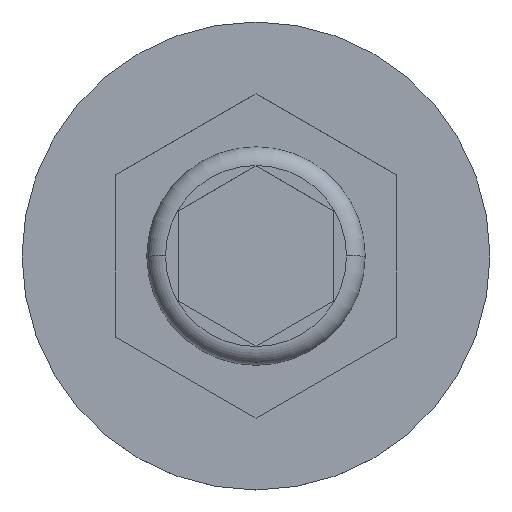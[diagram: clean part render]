
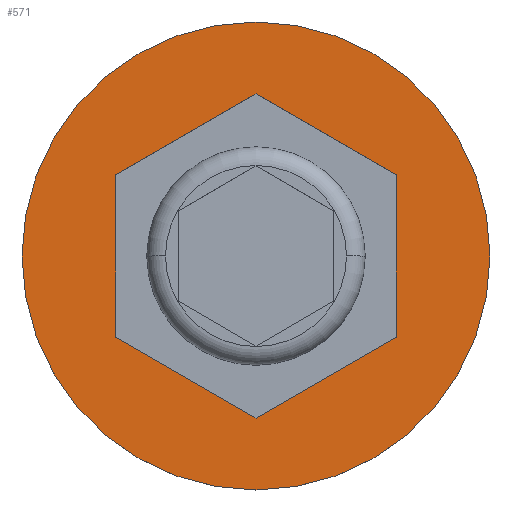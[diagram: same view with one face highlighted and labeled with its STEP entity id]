
A CAD part, top view. The second image highlights one B-rep face of the part: STEP entity #571.
In plain terms, the highlighted planar face has unit normal (0, 0, 1).
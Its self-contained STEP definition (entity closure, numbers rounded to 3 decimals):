
#27 = VERTEX_POINT ( 'NONE', #1651 ) ;
#45 = VECTOR ( 'NONE', #1432, 1000. ) ;
#96 = VERTEX_POINT ( 'NONE', #1014 ) ;
#123 = EDGE_CURVE ( 'NONE', #96, #143, #872, .T. ) ;
#143 = VERTEX_POINT ( 'NONE', #470 ) ;
#145 = VERTEX_POINT ( 'NONE', #1580 ) ;
#147 = DIRECTION ( 'NONE',  ( 0., 0., 1. ) ) ;
#152 = EDGE_CURVE ( 'NONE', #861, #27, #1302, .T. ) ;
#153 = EDGE_CURVE ( 'NONE', #336, #450, #1156, .T. ) ;
#182 = ORIENTED_EDGE ( 'NONE', *, *, #152, .F. ) ;
#225 = AXIS2_PLACEMENT_3D ( 'NONE', #1586, #147, #1632 ) ;
#274 = LINE ( 'NONE', #1418, #1732 ) ;
#318 = CARTESIAN_POINT ( 'NONE',  ( -2.25, 0., 0. ) ) ;
#336 = VERTEX_POINT ( 'NONE', #817 ) ;
#350 = VECTOR ( 'NONE', #1234, 1000. ) ;
#392 = EDGE_LOOP ( 'NONE', ( #1493, #1553 ) ) ;
#408 = DIRECTION ( 'NONE',  ( 0., 0., 1. ) ) ;
#439 = VECTOR ( 'NONE', #1736, 1000. ) ;
#450 = VERTEX_POINT ( 'NONE', #1272 ) ;
#470 = CARTESIAN_POINT ( 'NONE',  ( 2.25, 1.299, 0. ) ) ;
#478 = CARTESIAN_POINT ( 'NONE',  ( 1.125, 1.949, 0. ) ) ;
#509 = CARTESIAN_POINT ( 'NONE',  ( 0., 0., 0. ) ) ;
#518 = FACE_BOUND ( 'NONE', #1465, .T. ) ;
#519 = LINE ( 'NONE', #927, #1702 ) ;
#553 = CARTESIAN_POINT ( 'NONE',  ( 0., 2.598, 0. ) ) ;
#554 = CARTESIAN_POINT ( 'NONE',  ( 0., 0., 0. ) ) ;
#568 = ORIENTED_EDGE ( 'NONE', *, *, #1453, .F. ) ;
#571 = ADVANCED_FACE ( 'NONE', ( #518, #919 ), #1487, .T. ) ;
#631 = CARTESIAN_POINT ( 'NONE',  ( -2.25, 1.299, 0. ) ) ;
#638 = DIRECTION ( 'NONE',  ( 0., 0., 1. ) ) ;
#762 = ORIENTED_EDGE ( 'NONE', *, *, #1196, .F. ) ;
#776 = DIRECTION ( 'NONE',  ( 0.866, 0.5, 0. ) ) ;
#791 = CIRCLE ( 'NONE', #1727, 3.75 ) ;
#803 = ORIENTED_EDGE ( 'NONE', *, *, #123, .F. ) ;
#817 = CARTESIAN_POINT ( 'NONE',  ( 3.75, 0., 0. ) ) ;
#821 = DIRECTION ( 'NONE',  ( 1., 0., 0. ) ) ;
#861 = VERTEX_POINT ( 'NONE', #631 ) ;
#862 = EDGE_CURVE ( 'NONE', #145, #96, #519, .T. ) ;
#872 = LINE ( 'NONE', #1423, #45 ) ;
#919 = FACE_OUTER_BOUND ( 'NONE', #392, .T. ) ;
#927 = CARTESIAN_POINT ( 'NONE',  ( 1.125, -1.949, 0. ) ) ;
#1014 = CARTESIAN_POINT ( 'NONE',  ( 2.25, -1.299, 0. ) ) ;
#1106 = VERTEX_POINT ( 'NONE', #553 ) ;
#1129 = DIRECTION ( 'NONE',  ( -0.866, -0.5, 0. ) ) ;
#1156 = CIRCLE ( 'NONE', #225, 3.75 ) ;
#1163 = VECTOR ( 'NONE', #1312, 1000. ) ;
#1196 = EDGE_CURVE ( 'NONE', #1106, #861, #274, .T. ) ;
#1234 = DIRECTION ( 'NONE',  ( 0.866, -0.5, 0. ) ) ;
#1263 = CARTESIAN_POINT ( 'NONE',  ( -1.125, -1.949, 0. ) ) ;
#1272 = CARTESIAN_POINT ( 'NONE',  ( -3.75, 0., 0. ) ) ;
#1302 = LINE ( 'NONE', #318, #439 ) ;
#1312 = DIRECTION ( 'NONE',  ( -0.866, 0.5, 0. ) ) ;
#1349 = EDGE_CURVE ( 'NONE', #27, #145, #1693, .T. ) ;
#1418 = CARTESIAN_POINT ( 'NONE',  ( -1.125, 1.949, 0. ) ) ;
#1423 = CARTESIAN_POINT ( 'NONE',  ( 2.25, 0., 0. ) ) ;
#1432 = DIRECTION ( 'NONE',  ( 0., 1., 0. ) ) ;
#1453 = EDGE_CURVE ( 'NONE', #143, #1106, #1733, .T. ) ;
#1465 = EDGE_LOOP ( 'NONE', ( #803, #1684, #1555, #182, #762, #568 ) ) ;
#1487 = PLANE ( 'NONE',  #1796 ) ;
#1493 = ORIENTED_EDGE ( 'NONE', *, *, #153, .T. ) ;
#1553 = ORIENTED_EDGE ( 'NONE', *, *, #1659, .T. ) ;
#1555 = ORIENTED_EDGE ( 'NONE', *, *, #1349, .F. ) ;
#1580 = CARTESIAN_POINT ( 'NONE',  ( 0., -2.598, 0. ) ) ;
#1586 = CARTESIAN_POINT ( 'NONE',  ( 0., 0., 0. ) ) ;
#1608 = DIRECTION ( 'NONE',  ( 1., 0., 0. ) ) ;
#1632 = DIRECTION ( 'NONE',  ( 1., 0., 0. ) ) ;
#1651 = CARTESIAN_POINT ( 'NONE',  ( -2.25, -1.299, 0. ) ) ;
#1659 = EDGE_CURVE ( 'NONE', #450, #336, #791, .T. ) ;
#1684 = ORIENTED_EDGE ( 'NONE', *, *, #862, .F. ) ;
#1693 = LINE ( 'NONE', #1263, #350 ) ;
#1702 = VECTOR ( 'NONE', #776, 1000. ) ;
#1727 = AXIS2_PLACEMENT_3D ( 'NONE', #554, #408, #821 ) ;
#1732 = VECTOR ( 'NONE', #1129, 1000. ) ;
#1733 = LINE ( 'NONE', #478, #1163 ) ;
#1736 = DIRECTION ( 'NONE',  ( 0., -1., 0. ) ) ;
#1796 = AXIS2_PLACEMENT_3D ( 'NONE', #509, #638, #1608 ) ;
